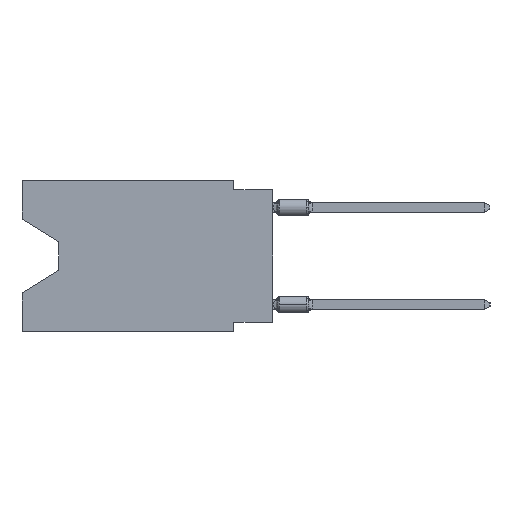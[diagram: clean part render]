
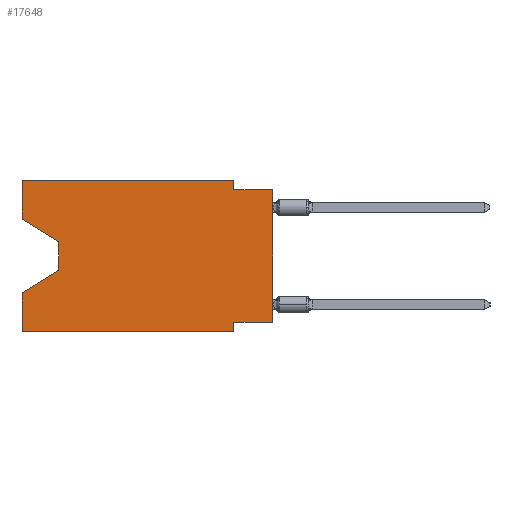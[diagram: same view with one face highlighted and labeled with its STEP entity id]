
A CAD part, left-side view. The second image highlights one B-rep face of the part: STEP entity #17648.
In plain terms, the highlighted planar face has unit normal (-1, 0, 0).
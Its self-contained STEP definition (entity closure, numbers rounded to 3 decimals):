
#682 = VECTOR ( 'NONE', #33183, 1000. ) ;
#808 = PLANE ( 'NONE',  #41197 ) ;
#3249 = VECTOR ( 'NONE', #33312, 1000. ) ;
#3429 = CARTESIAN_POINT ( 'NONE',  ( 0., 2.54, -9.906 ) ) ;
#3968 = DIRECTION ( 'NONE',  ( 0., 0., 1. ) ) ;
#4233 = LINE ( 'NONE', #19722, #17084 ) ;
#5404 = LINE ( 'NONE', #9750, #7418 ) ;
#6036 = ORIENTED_EDGE ( 'NONE', *, *, #10034, .F. ) ;
#6987 = EDGE_CURVE ( 'NONE', #50696, #36642, #37330, .T. ) ;
#7418 = VECTOR ( 'NONE', #26298, 1000. ) ;
#7835 = ORIENTED_EDGE ( 'NONE', *, *, #10365, .T. ) ;
#8099 = ORIENTED_EDGE ( 'NONE', *, *, #50600, .T. ) ;
#8509 = EDGE_CURVE ( 'NONE', #12201, #41088, #31754, .T. ) ;
#9750 = CARTESIAN_POINT ( 'NONE',  ( 0., 16.383, 0. ) ) ;
#9929 = VECTOR ( 'NONE', #50214, 1000. ) ;
#10034 = EDGE_CURVE ( 'NONE', #42787, #45378, #5404, .T. ) ;
#10365 = EDGE_CURVE ( 'NONE', #42787, #51228, #50136, .T. ) ;
#10543 = CARTESIAN_POINT ( 'NONE',  ( 0., 13.97, -5.893 ) ) ;
#11281 = CARTESIAN_POINT ( 'NONE',  ( 0., 13.97, -4.013 ) ) ;
#11338 = CARTESIAN_POINT ( 'NONE',  ( 0., 0., -9.271 ) ) ;
#11569 = EDGE_CURVE ( 'NONE', #50696, #33879, #13810, .T. ) ;
#12201 = VERTEX_POINT ( 'NONE', #23167 ) ;
#13095 = LINE ( 'NONE', #29631, #682 ) ;
#13124 = VECTOR ( 'NONE', #45733, 1000. ) ;
#13129 = VERTEX_POINT ( 'NONE', #45765 ) ;
#13810 = LINE ( 'NONE', #42233, #3249 ) ;
#14956 = EDGE_CURVE ( 'NONE', #36642, #38229, #50606, .T. ) ;
#14994 = ORIENTED_EDGE ( 'NONE', *, *, #44390, .T. ) ;
#15074 = CARTESIAN_POINT ( 'NONE',  ( 0., 13.97, -4.013 ) ) ;
#15077 = ORIENTED_EDGE ( 'NONE', *, *, #11569, .T. ) ;
#17084 = VECTOR ( 'NONE', #3968, 1000. ) ;
#17593 = CARTESIAN_POINT ( 'NONE',  ( 0., 13.97, -5.893 ) ) ;
#17648 = ADVANCED_FACE ( 'NONE', ( #21935 ), #808, .F. ) ;
#17766 = VERTEX_POINT ( 'NONE', #10543 ) ;
#19427 = LINE ( 'NONE', #11281, #51872 ) ;
#19722 = CARTESIAN_POINT ( 'NONE',  ( 0., 16.383, 0. ) ) ;
#20080 = EDGE_CURVE ( 'NONE', #13129, #38229, #13095, .T. ) ;
#21141 = DIRECTION ( 'NONE',  ( 1., 0., 0. ) ) ;
#21671 = CARTESIAN_POINT ( 'NONE',  ( 0., 16.383, 0. ) ) ;
#21879 = VECTOR ( 'NONE', #43354, 1000. ) ;
#21935 = FACE_OUTER_BOUND ( 'NONE', #37612, .T. ) ;
#22254 = CARTESIAN_POINT ( 'NONE',  ( 0., 0., -0.635 ) ) ;
#22691 = CARTESIAN_POINT ( 'NONE',  ( 0., 16.383, -2.546 ) ) ;
#23120 = VECTOR ( 'NONE', #49431, 1000. ) ;
#23167 = CARTESIAN_POINT ( 'NONE',  ( 0., 2.54, 0. ) ) ;
#23349 = CARTESIAN_POINT ( 'NONE',  ( 0., 2.54, 0. ) ) ;
#24879 = CARTESIAN_POINT ( 'NONE',  ( 0., 2.54, -9.271 ) ) ;
#25978 = CARTESIAN_POINT ( 'NONE',  ( 0., 2.54, -0.635 ) ) ;
#26146 = ORIENTED_EDGE ( 'NONE', *, *, #14956, .F. ) ;
#26298 = DIRECTION ( 'NONE',  ( 0., 0., 1. ) ) ;
#26540 = VECTOR ( 'NONE', #51732, 1000. ) ;
#29631 = CARTESIAN_POINT ( 'NONE',  ( 0., 16.383, -9.906 ) ) ;
#29964 = CARTESIAN_POINT ( 'NONE',  ( 0., 16.383, -2.546 ) ) ;
#30216 = DIRECTION ( 'NONE',  ( 0., 0., -1. ) ) ;
#31754 = LINE ( 'NONE', #23349, #35789 ) ;
#32296 = DIRECTION ( 'NONE',  ( 0., 0., -1. ) ) ;
#32852 = LINE ( 'NONE', #37455, #23120 ) ;
#33183 = DIRECTION ( 'NONE',  ( 0., -1., 0. ) ) ;
#33312 = DIRECTION ( 'NONE',  ( 0., 0., 1. ) ) ;
#33641 = CARTESIAN_POINT ( 'NONE',  ( 0., 0., -0.635 ) ) ;
#33879 = VERTEX_POINT ( 'NONE', #22254 ) ;
#34350 = CARTESIAN_POINT ( 'NONE',  ( 0., 16.383, -7.36 ) ) ;
#35789 = VECTOR ( 'NONE', #32296, 1000. ) ;
#36498 = ORIENTED_EDGE ( 'NONE', *, *, #8509, .F. ) ;
#36642 = VERTEX_POINT ( 'NONE', #24879 ) ;
#36786 = VERTEX_POINT ( 'NONE', #34350 ) ;
#37213 = ORIENTED_EDGE ( 'NONE', *, *, #39259, .F. ) ;
#37330 = LINE ( 'NONE', #49830, #13124 ) ;
#37455 = CARTESIAN_POINT ( 'NONE',  ( 0., 16.383, 0. ) ) ;
#37612 = EDGE_LOOP ( 'NONE', ( #7835, #14994, #8099, #37936, #49682, #26146, #48382, #15077, #37213, #36498, #50999, #6036 ) ) ;
#37696 = DIRECTION ( 'NONE',  ( 0., 0., -1. ) ) ;
#37936 = ORIENTED_EDGE ( 'NONE', *, *, #42593, .F. ) ;
#38229 = VERTEX_POINT ( 'NONE', #3429 ) ;
#38741 = LINE ( 'NONE', #17593, #21879 ) ;
#39259 = EDGE_CURVE ( 'NONE', #41088, #33879, #45588, .T. ) ;
#40180 = CARTESIAN_POINT ( 'NONE',  ( 0., 16.383, 0. ) ) ;
#41088 = VERTEX_POINT ( 'NONE', #25978 ) ;
#41197 = AXIS2_PLACEMENT_3D ( 'NONE', #21671, #21141, #37696 ) ;
#41812 = EDGE_CURVE ( 'NONE', #45378, #12201, #32852, .T. ) ;
#42233 = CARTESIAN_POINT ( 'NONE',  ( 0., 0., 0. ) ) ;
#42593 = EDGE_CURVE ( 'NONE', #13129, #36786, #4233, .T. ) ;
#42787 = VERTEX_POINT ( 'NONE', #29964 ) ;
#43354 = DIRECTION ( 'NONE',  ( 0., 0.855, -0.519 ) ) ;
#44390 = EDGE_CURVE ( 'NONE', #51228, #17766, #19427, .T. ) ;
#45378 = VERTEX_POINT ( 'NONE', #40180 ) ;
#45588 = LINE ( 'NONE', #33641, #9929 ) ;
#45733 = DIRECTION ( 'NONE',  ( 0., 1., 0. ) ) ;
#45765 = CARTESIAN_POINT ( 'NONE',  ( 0., 16.383, -9.906 ) ) ;
#47320 = CARTESIAN_POINT ( 'NONE',  ( 0., 2.54, -9.906 ) ) ;
#48382 = ORIENTED_EDGE ( 'NONE', *, *, #6987, .F. ) ;
#48466 = DIRECTION ( 'NONE',  ( 0., 0., -1. ) ) ;
#49431 = DIRECTION ( 'NONE',  ( 0., -1., 0. ) ) ;
#49682 = ORIENTED_EDGE ( 'NONE', *, *, #20080, .T. ) ;
#49830 = CARTESIAN_POINT ( 'NONE',  ( 0., 0., -9.271 ) ) ;
#50102 = VECTOR ( 'NONE', #30216, 1000. ) ;
#50136 = LINE ( 'NONE', #22691, #26540 ) ;
#50214 = DIRECTION ( 'NONE',  ( 0., -1., 0. ) ) ;
#50600 = EDGE_CURVE ( 'NONE', #17766, #36786, #38741, .T. ) ;
#50606 = LINE ( 'NONE', #47320, #50102 ) ;
#50696 = VERTEX_POINT ( 'NONE', #11338 ) ;
#50999 = ORIENTED_EDGE ( 'NONE', *, *, #41812, .F. ) ;
#51228 = VERTEX_POINT ( 'NONE', #15074 ) ;
#51732 = DIRECTION ( 'NONE',  ( 0., -0.855, -0.519 ) ) ;
#51872 = VECTOR ( 'NONE', #48466, 1000. ) ;
